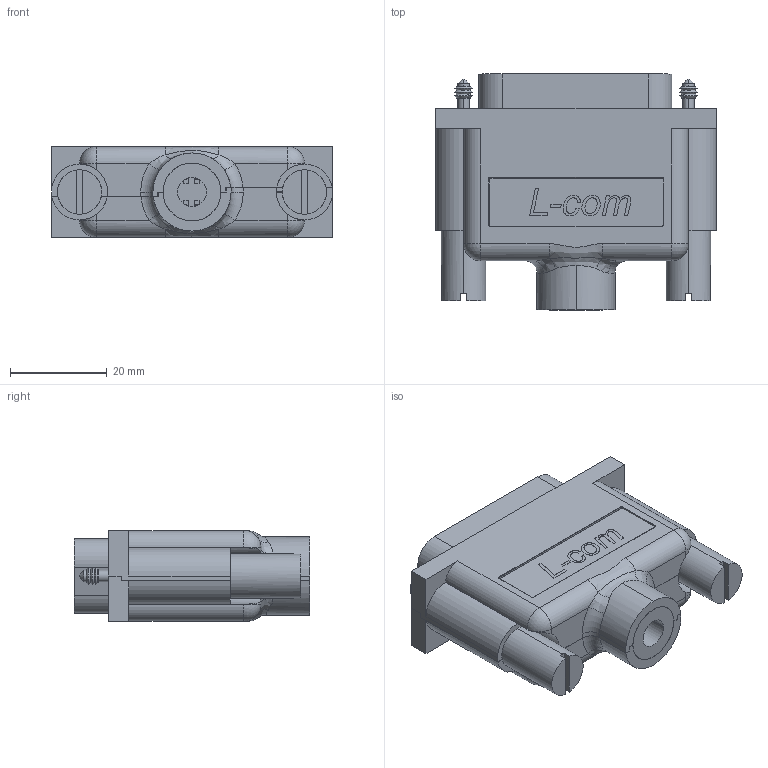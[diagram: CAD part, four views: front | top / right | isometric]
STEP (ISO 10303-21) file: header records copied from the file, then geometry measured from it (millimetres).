
FILE_DESCRIPTION (( 'STEP AP214' ), '1' );
FILE_NAME ('CB24SM.STEP', '2018-06-15T15:10:52', ( '' ), ( '' ), 'SwSTEP 2.0', 'SolidWorks 2017', '' );
FILE_SCHEMA (( 'AUTOMOTIVE_DESIGN' ));
Length unit declared in the file: inch
Products named in the file (11): 3AA07-017; 3AA11-002; 3AA01-003_3AA01-003-437; 3AA01-003_3AA01-003-375; CB24SM; 3AA08-004; 3AA04-003_SDC25G-5; 3AA08-004-MA1; 3AA11-002_CB24SM-MA2-A; 3AB05-005; 3AC01-011
Assembly tree (15 placements, depth 3):
  CB24SM
    3AA11-002
    3AA11-002_CB24SM-MA2-A
    3AA07-017  x2
    3AA01-003_3AA01-003-437  x2
    3AB05-005
    3AA08-004
      3AA08-004-MA1  x2
      3AA01-003_3AA01-003-375
      3AA01-003_3AA01-003-437
    3AC01-011  x2
    3AA04-003_SDC25G-5
Bounding box: 58.06 x 48.77 x 18.8 mm (x, y, z)
Volume: 21984.7 mm3; surface area: 24044.4 mm2
Topology: 14 solids, 14 shells, 1565 faces, 3954 edges, 2560 vertices
Faces by surface type: plane 1015, cylinder 309, cone 124, bspline 93, torus 20, sphere 4
Entity records: 55108 total; most frequent: CARTESIAN_POINT 11122, ORIENTED_EDGE 6930, DIRECTION 6655, EDGE_CURVE 3465, LINE 2605, VECTOR 2605, VERTEX_POINT 2252, AXIS2_PLACEMENT_3D 2025
